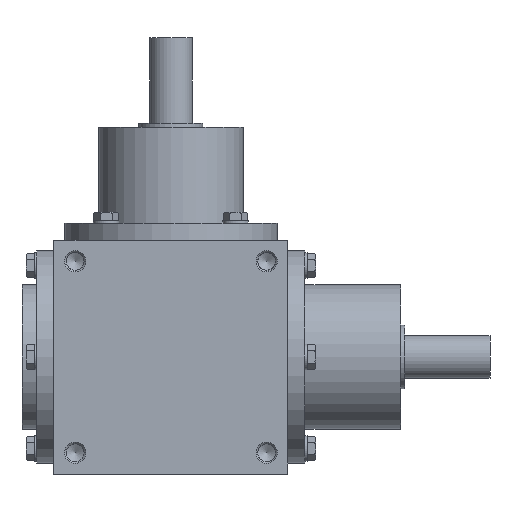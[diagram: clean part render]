
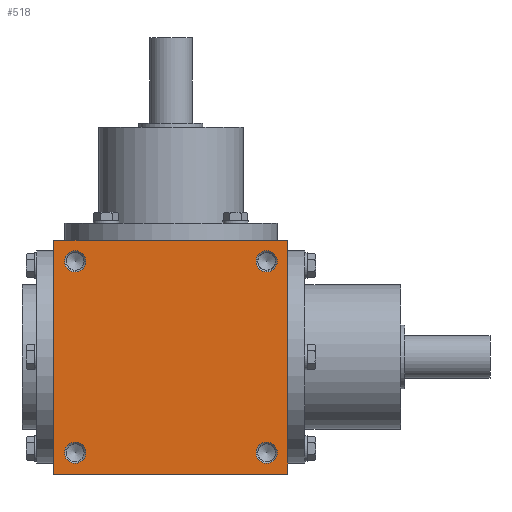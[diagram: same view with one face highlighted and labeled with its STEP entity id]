
A CAD part, front view. The second image highlights one B-rep face of the part: STEP entity #518.
In plain terms, the highlighted planar face has unit normal (0, -1, 0).
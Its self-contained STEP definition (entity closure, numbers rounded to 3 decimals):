
#518 = ADVANCED_FACE( '', ( #1067, #1068, #1069, #1070, #1071 ), #1072, .F. );
#1067 = FACE_BOUND( '', #1668, .T. );
#1068 = FACE_BOUND( '', #1669, .T. );
#1069 = FACE_BOUND( '', #1670, .T. );
#1070 = FACE_BOUND( '', #1671, .T. );
#1071 = FACE_OUTER_BOUND( '', #1672, .T. );
#1072 = PLANE( '', #1673 );
#1668 = EDGE_LOOP( '', ( #2574 ) );
#1669 = EDGE_LOOP( '', ( #2575 ) );
#1670 = EDGE_LOOP( '', ( #2576 ) );
#1671 = EDGE_LOOP( '', ( #2577 ) );
#1672 = EDGE_LOOP( '', ( #2578, #2579, #2580, #2581 ) );
#1673 = AXIS2_PLACEMENT_3D( '', #2582, #2583, #2584 );
#2574 = ORIENTED_EDGE( '', *, *, #3322, .T. );
#2575 = ORIENTED_EDGE( '', *, *, #3272, .T. );
#2576 = ORIENTED_EDGE( '', *, *, #3030, .F. );
#2577 = ORIENTED_EDGE( '', *, *, #3323, .F. );
#2578 = ORIENTED_EDGE( '', *, *, #3324, .T. );
#2579 = ORIENTED_EDGE( '', *, *, #3293, .F. );
#2580 = ORIENTED_EDGE( '', *, *, #3133, .F. );
#2581 = ORIENTED_EDGE( '', *, *, #3078, .T. );
#2582 = CARTESIAN_POINT( '', ( -55., -55., 55. ) );
#2583 = DIRECTION( '', ( 0., 1., 0. ) );
#2584 = DIRECTION( '', ( 0., 0., 1. ) );
#3030 = EDGE_CURVE( '', #3464, #3464, #3465, .T. );
#3078 = EDGE_CURVE( '', #3546, #3544, #3547, .T. );
#3133 = EDGE_CURVE( '', #3546, #3639, #3640, .T. );
#3272 = EDGE_CURVE( '', #3839, #3839, #3840, .T. );
#3293 = EDGE_CURVE( '', #3639, #3865, #3869, .T. );
#3322 = EDGE_CURVE( '', #3903, #3903, #3904, .T. );
#3323 = EDGE_CURVE( '', #3905, #3905, #3906, .T. );
#3324 = EDGE_CURVE( '', #3544, #3865, #3907, .T. );
#3464 = VERTEX_POINT( '', #4071 );
#3465 = CIRCLE( '', #4072, 5. );
#3544 = VERTEX_POINT( '', #4151 );
#3546 = VERTEX_POINT( '', #4154 );
#3547 = LINE( '', #4155, #4156 );
#3639 = VERTEX_POINT( '', #4273 );
#3640 = LINE( '', #4274, #4275 );
#3839 = VERTEX_POINT( '', #4566 );
#3840 = CIRCLE( '', #4567, 5. );
#3865 = VERTEX_POINT( '', #4592 );
#3869 = LINE( '', #4598, #4599 );
#3903 = VERTEX_POINT( '', #4633 );
#3904 = CIRCLE( '', #4634, 5. );
#3905 = VERTEX_POINT( '', #4635 );
#3906 = CIRCLE( '', #4636, 5. );
#3907 = LINE( '', #4637, #4638 );
#4071 = CARTESIAN_POINT( '', ( 45., -55., -50. ) );
#4072 = AXIS2_PLACEMENT_3D( '', #4792, #4793, #4794 );
#4151 = CARTESIAN_POINT( '', ( -55., -55., -55. ) );
#4154 = CARTESIAN_POINT( '', ( -55., -55., 55. ) );
#4155 = CARTESIAN_POINT( '', ( -55., -55., 55. ) );
#4156 = VECTOR( '', #4895, 1000. );
#4273 = CARTESIAN_POINT( '', ( 55., -55., 55. ) );
#4274 = CARTESIAN_POINT( '', ( -55., -55., 55. ) );
#4275 = VECTOR( '', #4997, 1000. );
#4566 = CARTESIAN_POINT( '', ( -45., -55., 50. ) );
#4567 = AXIS2_PLACEMENT_3D( '', #5227, #5228, #5229 );
#4592 = CARTESIAN_POINT( '', ( 55., -55., -55. ) );
#4598 = CARTESIAN_POINT( '', ( 55., -55., 55. ) );
#4599 = VECTOR( '', #5262, 1000. );
#4633 = CARTESIAN_POINT( '', ( -45., -55., -40. ) );
#4634 = AXIS2_PLACEMENT_3D( '', #5299, #5300, #5301 );
#4635 = CARTESIAN_POINT( '', ( 45., -55., 40. ) );
#4636 = AXIS2_PLACEMENT_3D( '', #5302, #5303, #5304 );
#4637 = CARTESIAN_POINT( '', ( -55., -55., -55. ) );
#4638 = VECTOR( '', #5305, 1000. );
#4792 = CARTESIAN_POINT( '', ( 45., -55., -45. ) );
#4793 = DIRECTION( '', ( 0., -1., 0. ) );
#4794 = DIRECTION( '', ( 0., 0., -1. ) );
#4895 = DIRECTION( '', ( 0., 0., -1. ) );
#4997 = DIRECTION( '', ( 1., 0., 0. ) );
#5227 = CARTESIAN_POINT( '', ( -45., -55., 45. ) );
#5228 = DIRECTION( '', ( 0., 1., 0. ) );
#5229 = DIRECTION( '', ( 0., 0., 1. ) );
#5262 = DIRECTION( '', ( 0., 0., -1. ) );
#5299 = CARTESIAN_POINT( '', ( -45., -55., -45. ) );
#5300 = DIRECTION( '', ( 0., 1., 0. ) );
#5301 = DIRECTION( '', ( 0., 0., 1. ) );
#5302 = CARTESIAN_POINT( '', ( 45., -55., 45. ) );
#5303 = DIRECTION( '', ( 0., -1., 0. ) );
#5304 = DIRECTION( '', ( 0., 0., -1. ) );
#5305 = DIRECTION( '', ( 1., 0., 0. ) );
